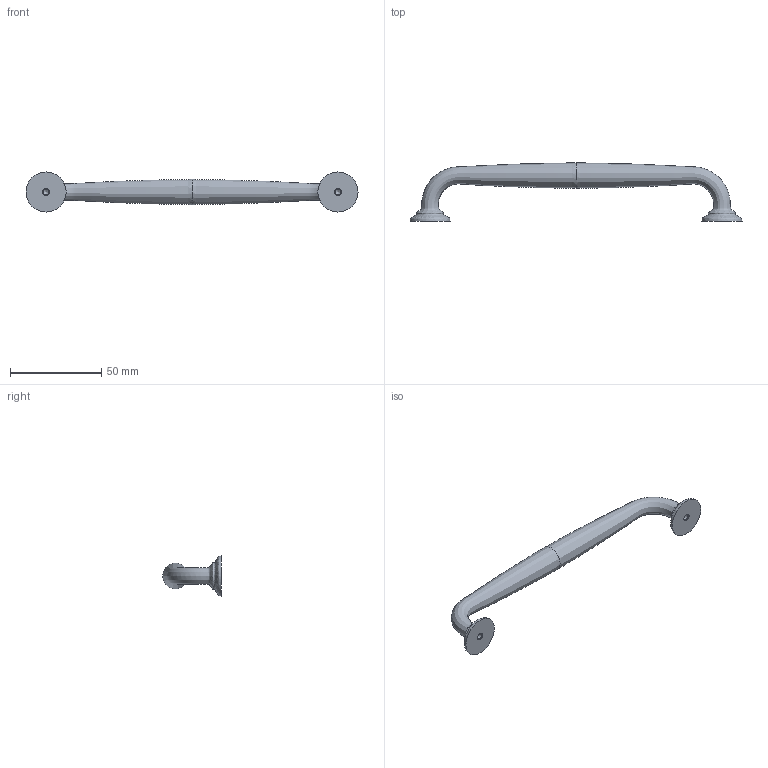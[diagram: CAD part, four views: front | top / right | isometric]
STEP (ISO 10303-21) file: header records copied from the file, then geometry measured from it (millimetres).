
FILE_DESCRIPTION(/* description */ (''),/* implementation_level */ '2;1');
FILE_NAME(/* name */ 'UZ-STILO-160.stp',/* time_stamp */ '2023-08-25T15:16:06+02:00',/* author */ ('tomaszw'),/* organization */ (''),/* preprocessor_version */ 'ST-DEVELOPER v19.2',/* originating_system */ 'Autodesk Inventor 2023',/* authorisation */ '');
FILE_SCHEMA (('AUTOMOTIVE_DESIGN { 1 0 10303 214 3 1 1 }'));
Length unit declared in the file: millimetre
Products named in the file (1): UZ-STILO-160-20M
Bounding box: 182 x 32 x 22 mm (x, y, z)
Volume: 22266.4 mm3; surface area: 8618.3 mm2
Topology: 1 solids, 1 shells, 10 faces, 19 edges, 11 vertices
Faces by surface type: cone 4, cylinder 2, plane 2, bspline 2
Full cylindrical faces by diameter (mm): 3.242 x2
Entity records: 10243 total; most frequent: CARTESIAN_POINT 10007, DIRECTION 42, ORIENTED_EDGE 34, AXIS2_PLACEMENT_3D 18, EDGE_CURVE 17, EDGE_LOOP 12, VERTEX_POINT 11, FACE_OUTER_BOUND 10
